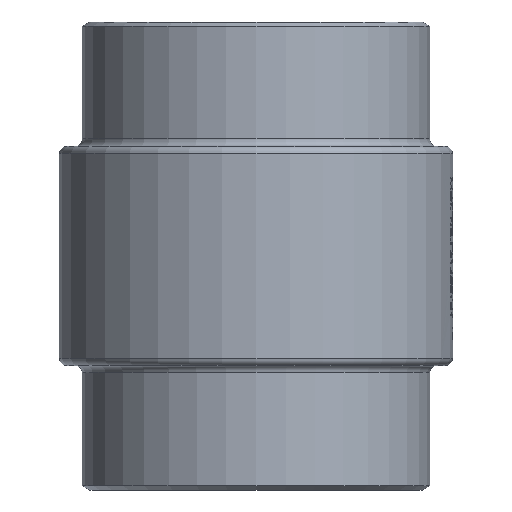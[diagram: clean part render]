
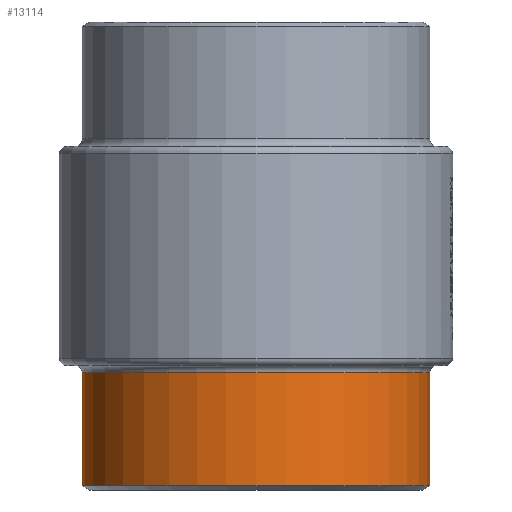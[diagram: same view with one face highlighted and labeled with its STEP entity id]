
A CAD part, front view. The second image highlights one B-rep face of the part: STEP entity #13114.
In plain terms, the highlighted cylindrical face has radius 69.85 mm (diameter 139.7 mm), a partial arc.
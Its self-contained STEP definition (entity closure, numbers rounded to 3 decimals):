
#299 = CARTESIAN_POINT ( 'NONE',  ( 0., 0., -188. ) ) ;
#1899 = CARTESIAN_POINT ( 'NONE',  ( 0., 0., -141. ) ) ;
#2073 = LINE ( 'NONE', #8001, #21785 ) ;
#2128 = AXIS2_PLACEMENT_3D ( 'NONE', #13510, #7310, #15531 ) ;
#2205 = DIRECTION ( 'NONE',  ( 1., 0., 0. ) ) ;
#4110 = VERTEX_POINT ( 'NONE', #23629 ) ;
#4509 = ORIENTED_EDGE ( 'NONE', *, *, #10689, .T. ) ;
#5141 = ORIENTED_EDGE ( 'NONE', *, *, #5163, .T. ) ;
#5163 = EDGE_CURVE ( 'NONE', #4110, #22334, #13075, .T. ) ;
#7310 = DIRECTION ( 'NONE',  ( 0., 0., 1. ) ) ;
#8001 = CARTESIAN_POINT ( 'NONE',  ( 69.85, 0., -188. ) ) ;
#8119 = CARTESIAN_POINT ( 'NONE',  ( 69.85, 0., -186.268 ) ) ;
#8812 = VERTEX_POINT ( 'NONE', #8119 ) ;
#9727 = EDGE_CURVE ( 'NONE', #12254, #8812, #14991, .T. ) ;
#10689 = EDGE_CURVE ( 'NONE', #22334, #12254, #22867, .T. ) ;
#12006 = VECTOR ( 'NONE', #21105, 1000. ) ;
#12254 = VERTEX_POINT ( 'NONE', #23992 ) ;
#12378 = CARTESIAN_POINT ( 'NONE',  ( -69.85, 0., -188. ) ) ;
#12417 = FACE_OUTER_BOUND ( 'NONE', #20516, .T. ) ;
#13075 = CIRCLE ( 'NONE', #21692, 69.85 ) ;
#13114 = ADVANCED_FACE ( 'NONE', ( #12417 ), #14448, .T. ) ;
#13510 = CARTESIAN_POINT ( 'NONE',  ( 0., 0., -186.268 ) ) ;
#13957 = ORIENTED_EDGE ( 'NONE', *, *, #9727, .T. ) ;
#14448 = CYLINDRICAL_SURFACE ( 'NONE', #23532, 69.85 ) ;
#14991 = CIRCLE ( 'NONE', #2128, 69.85 ) ;
#15407 = CARTESIAN_POINT ( 'NONE',  ( -69.85, 0., -141. ) ) ;
#15474 = EDGE_CURVE ( 'NONE', #4110, #8812, #2073, .T. ) ;
#15531 = DIRECTION ( 'NONE',  ( 1., 0., 0. ) ) ;
#20516 = EDGE_LOOP ( 'NONE', ( #5141, #4509, #13957, #21282 ) ) ;
#20624 = DIRECTION ( 'NONE',  ( 0., 0., -1. ) ) ;
#21105 = DIRECTION ( 'NONE',  ( 0., 0., -1. ) ) ;
#21282 = ORIENTED_EDGE ( 'NONE', *, *, #15474, .F. ) ;
#21692 = AXIS2_PLACEMENT_3D ( 'NONE', #1899, #22453, #22057 ) ;
#21785 = VECTOR ( 'NONE', #20624, 1000. ) ;
#22057 = DIRECTION ( 'NONE',  ( 1., 0., 0. ) ) ;
#22334 = VERTEX_POINT ( 'NONE', #15407 ) ;
#22453 = DIRECTION ( 'NONE',  ( 0., 0., -1. ) ) ;
#22867 = LINE ( 'NONE', #12378, #12006 ) ;
#23532 = AXIS2_PLACEMENT_3D ( 'NONE', #299, #24639, #2205 ) ;
#23629 = CARTESIAN_POINT ( 'NONE',  ( 69.85, 0., -141. ) ) ;
#23992 = CARTESIAN_POINT ( 'NONE',  ( -69.85, 0., -186.268 ) ) ;
#24639 = DIRECTION ( 'NONE',  ( 0., 0., -1. ) ) ;
